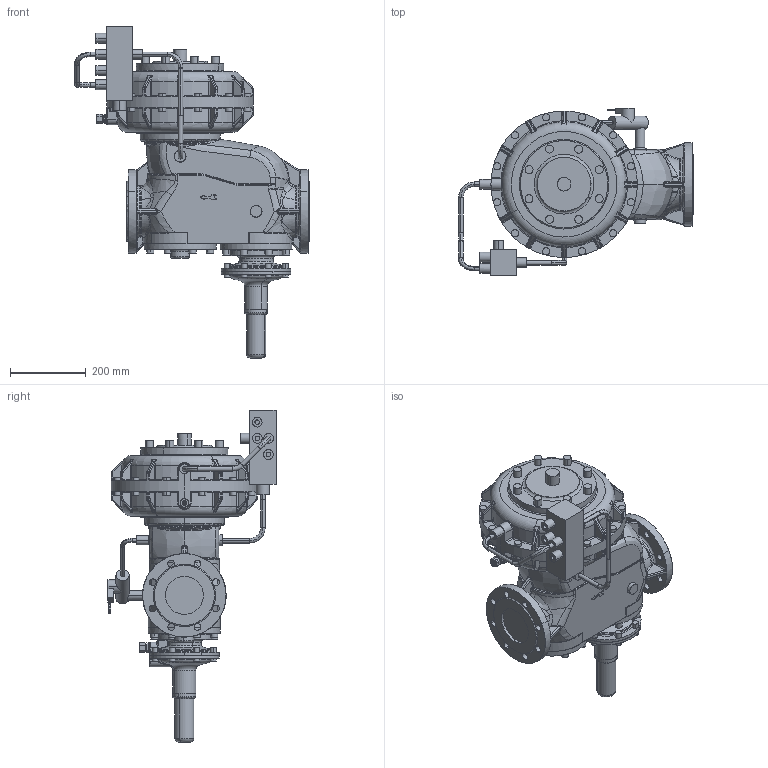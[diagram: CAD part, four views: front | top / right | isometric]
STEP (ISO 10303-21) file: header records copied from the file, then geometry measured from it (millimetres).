
FILE_DESCRIPTION(('CATIA V5 STEP Exchange'),'2;1');
FILE_NAME('RSP 255-100-385-R70-010.stp','2018-04-09T12:58:19+00:00',('none'),('none'),'CATIA Version 5 Release 19 SP 2 (IN-10)','CATIA V5 STEP AP214','none');
FILE_SCHEMA(('AUTOMOTIVE_DESIGN { 1 0 10303 214 1 1 1 1 }'));
Products named in the file (1): RSP 255-100-385-R70-010
Bounding box: 617.5 x 442.25 x 873.78 mm (x, y, z)
Volume: 39616744.7 mm3; surface area: 1359065.6 mm2
Topology: 1 solids, 29 shells, 2492 faces, 6106 edges, 3633 vertices
Faces by surface type: cylinder 853, bspline 559, torus 473, plane 399, cone 122, sphere 84, revolution 2
Entity records: 131298 total; most frequent: CARTESIAN_POINT 82104, ORIENTED_EDGE 11936, DIRECTION 6650, EDGE_CURVE 5968, AXIS2_PLACEMENT_3D 3738, VERTEX_POINT 3632, EDGE_LOOP 2626, ADVANCED_FACE 2490
